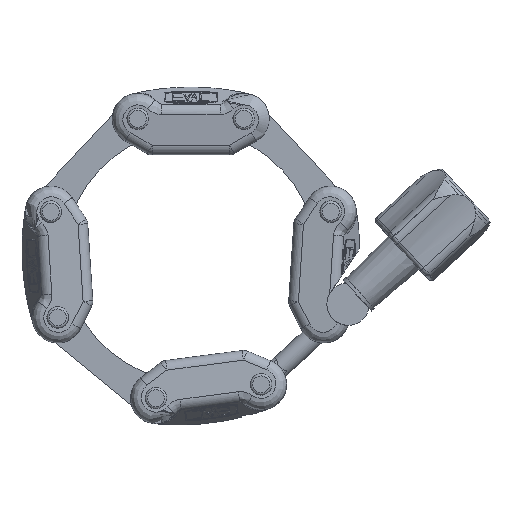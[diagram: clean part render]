
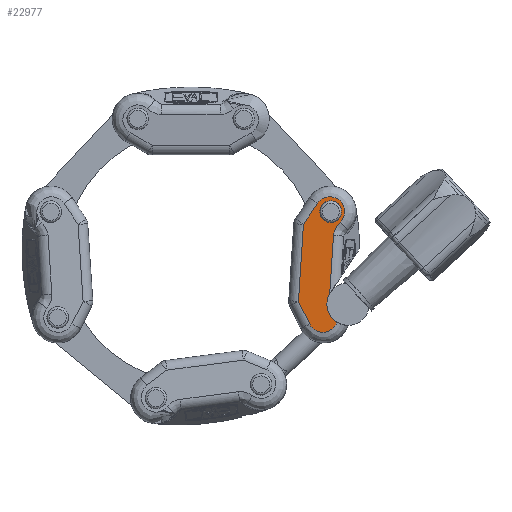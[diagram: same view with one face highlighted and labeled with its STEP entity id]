
A CAD part, left-side view. The second image highlights one B-rep face of the part: STEP entity #22977.
In plain terms, the highlighted face is planar.
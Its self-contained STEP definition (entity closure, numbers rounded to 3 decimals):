
#2569=LINE('',#43387,#4157);
#2570=LINE('',#43388,#4158);
#2571=LINE('',#43389,#4159);
#2572=LINE('',#43390,#4160);
#4157=VECTOR('',#32309,1000.);
#4158=VECTOR('',#32310,1000.);
#4159=VECTOR('',#32311,1000.);
#4160=VECTOR('',#32312,1000.);
#5942=PLANE('',#25731);
#6046=ELLIPSE('',#25732,2.56,2.55);
#6047=ELLIPSE('',#25733,5.019,5.);
#11535=ORIENTED_EDGE('',*,*,#15881,.F.);
#11536=ORIENTED_EDGE('',*,*,#15882,.T.);
#11537=ORIENTED_EDGE('',*,*,#15883,.F.);
#11538=ORIENTED_EDGE('',*,*,#15752,.F.);
#11539=ORIENTED_EDGE('',*,*,#15755,.F.);
#11540=ORIENTED_EDGE('',*,*,#15884,.F.);
#11541=ORIENTED_EDGE('',*,*,#15885,.F.);
#11542=ORIENTED_EDGE('',*,*,#15886,.F.);
#11543=ORIENTED_EDGE('',*,*,#15887,.F.);
#15752=EDGE_CURVE('',#18023,#18021,#18568,.T.);
#15755=EDGE_CURVE('',#18026,#18023,#18571,.F.);
#15881=EDGE_CURVE('',#18108,#18108,#6046,.T.);
#15882=EDGE_CURVE('',#18109,#18110,#6047,.T.);
#15883=EDGE_CURVE('',#18021,#18110,#2569,.T.);
#15884=EDGE_CURVE('',#18051,#18026,#2570,.T.);
#15885=EDGE_CURVE('',#18053,#18051,#2571,.T.);
#15886=EDGE_CURVE('',#18111,#18053,#2572,.T.);
#15887=EDGE_CURVE('',#18109,#18111,#18638,.F.);
#18021=VERTEX_POINT('',#42315);
#18023=VERTEX_POINT('',#42326);
#18026=VERTEX_POINT('',#42452);
#18051=VERTEX_POINT('',#42762);
#18053=VERTEX_POINT('',#42769);
#18108=VERTEX_POINT('',#43383);
#18109=VERTEX_POINT('',#43385);
#18110=VERTEX_POINT('',#43386);
#18111=VERTEX_POINT('',#43391);
#18568=B_SPLINE_CURVE_WITH_KNOTS('',3,(#42327,#42328,#42329,#42330,#42331,
#42332,#42333,#42334,#42335,#42336),.UNSPECIFIED.,.F.,.F.,(4,2,2,2,4),(0.,
0.045,0.116,0.23,0.356),
 .UNSPECIFIED.);
#18571=B_SPLINE_CURVE_WITH_KNOTS('',3,(#42453,#42454,#42455,#42456,#42457,
#42458,#42459),.UNSPECIFIED.,.F.,.F.,(4,1,1,1,4),(0.,0.25,0.5,0.75,1.),
 .UNSPECIFIED.);
#18638=B_SPLINE_CURVE_WITH_KNOTS('',3,(#43392,#43393,#43394,#43395,#43396,
#43397,#43398),.UNSPECIFIED.,.F.,.F.,(4,1,1,1,4),(0.,0.25,0.5,0.75,1.),
 .UNSPECIFIED.);
#19927=EDGE_LOOP('',(#11535));
#19928=EDGE_LOOP('',(#11536,#11537,#11538,#11539,#11540,#11541,#11542,#11543));
#21443=FACE_BOUND('',#19927,.T.);
#21444=FACE_BOUND('',#19928,.T.);
#22977=ADVANCED_FACE('',(#21443,#21444),#5942,.T.);
#25731=AXIS2_PLACEMENT_3D('',#43381,#32303,#32304);
#25732=AXIS2_PLACEMENT_3D('',#43382,#32305,#32306);
#25733=AXIS2_PLACEMENT_3D('',#43384,#32307,#32308);
#32303=DIRECTION('',(-0.996,0.,-0.087));
#32304=DIRECTION('',(-0.087,0.,0.996));
#32305=DIRECTION('',(-0.996,0.,-0.087));
#32306=DIRECTION('',(0.087,0.,-0.996));
#32307=DIRECTION('',(0.996,0.,0.087));
#32308=DIRECTION('',(-0.087,0.,0.996));
#32309=DIRECTION('',(0.,-1.,0.));
#32310=DIRECTION('',(-0.044,0.865,0.5));
#32311=DIRECTION('',(0.,1.,0.));
#32312=DIRECTION('',(0.044,0.865,-0.5));
#42315=CARTESIAN_POINT('',(-9.583,6.95,3.522));
#42326=CARTESIAN_POINT('',(-9.703,10.161,4.891));
#42327=CARTESIAN_POINT('',(-9.703,10.161,4.891));
#42328=CARTESIAN_POINT('',(-9.694,10.051,4.792));
#42329=CARTESIAN_POINT('',(-9.686,9.937,4.696));
#42330=CARTESIAN_POINT('',(-9.665,9.632,4.458));
#42331=CARTESIAN_POINT('',(-9.653,9.435,4.322));
#42332=CARTESIAN_POINT('',(-9.625,8.904,4.004));
#42333=CARTESIAN_POINT('',(-9.611,8.558,3.842));
#42334=CARTESIAN_POINT('',(-9.59,7.794,3.596));
#42335=CARTESIAN_POINT('',(-9.583,7.372,3.522));
#42336=CARTESIAN_POINT('',(-9.583,6.95,3.522));
#42452=CARTESIAN_POINT('',(-9.21,14.25,-0.744));
#42453=CARTESIAN_POINT('',(-9.703,10.161,4.891));
#42454=CARTESIAN_POINT('',(-9.76,10.89,5.546));
#42455=CARTESIAN_POINT('',(-9.817,12.912,6.197));
#42456=CARTESIAN_POINT('',(-9.677,15.685,4.598));
#42457=CARTESIAN_POINT('',(-9.403,16.344,1.466));
#42458=CARTESIAN_POINT('',(-9.253,15.1,-0.253));
#42459=CARTESIAN_POINT('',(-9.21,14.25,-0.744));
#42762=CARTESIAN_POINT('',(-8.95,9.099,-3.718));
#42769=CARTESIAN_POINT('',(-8.95,-9.099,-3.718));
#43381=CARTESIAN_POINT('',(-9.722,0.,5.109));
#43382=CARTESIAN_POINT('',(-9.494,12.5,2.505));
#43383=CARTESIAN_POINT('',(-9.271,12.5,-0.045));
#43384=CARTESIAN_POINT('',(-9.975,-9.,8.005));
#43385=CARTESIAN_POINT('',(-9.771,-13.418,5.664));
#43386=CARTESIAN_POINT('',(-9.583,-6.785,3.522));
#43387=CARTESIAN_POINT('',(-9.583,6.95,3.522));
#43388=CARTESIAN_POINT('',(-8.95,9.099,-3.718));
#43389=CARTESIAN_POINT('',(-8.95,-9.099,-3.718));
#43390=CARTESIAN_POINT('',(-9.21,-14.25,-0.744));
#43391=CARTESIAN_POINT('',(-9.21,-14.25,-0.744));
#43392=CARTESIAN_POINT('',(-9.21,-14.25,-0.744));
#43393=CARTESIAN_POINT('',(-9.24,-14.848,-0.399));
#43394=CARTESIAN_POINT('',(-9.331,-15.822,0.643));
#43395=CARTESIAN_POINT('',(-9.517,-16.178,2.764));
#43396=CARTESIAN_POINT('',(-9.688,-15.292,4.724));
#43397=CARTESIAN_POINT('',(-9.755,-14.086,5.483));
#43398=CARTESIAN_POINT('',(-9.771,-13.418,5.664));
